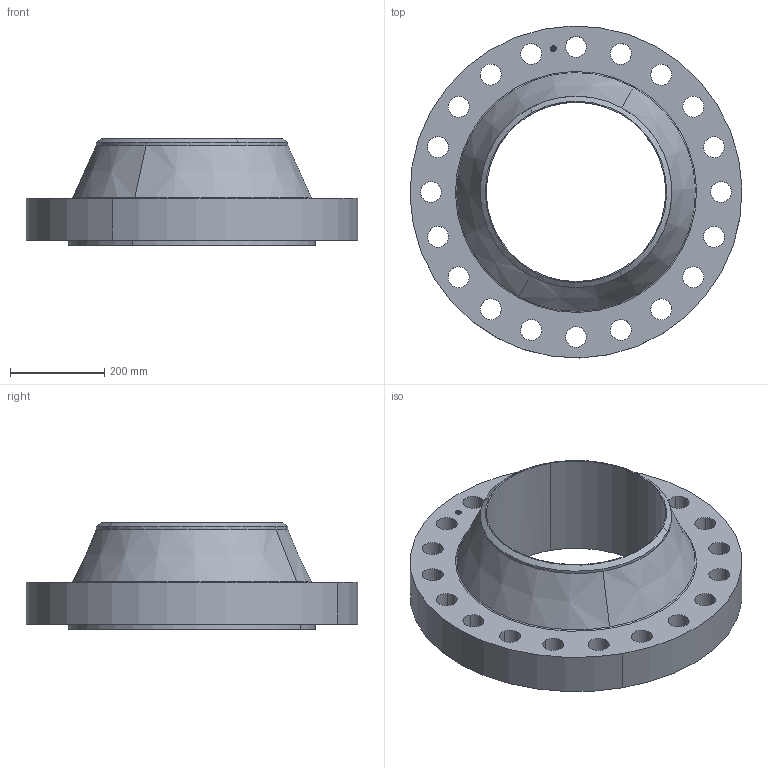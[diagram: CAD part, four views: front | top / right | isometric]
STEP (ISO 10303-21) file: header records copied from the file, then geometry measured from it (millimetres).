
FILE_DESCRIPTION(('3D STEP'),'2;1');
FILE_NAME('16-900-WELD-NECK-RTJ-XH-FLANGE.stp','2013-03-10T20:09:56+00:00',('Texas Flange'),(''),'CATIA Version 5 Release 20 SP 6 (IN-10)','CATIA V5 STEP AP214','800-826-3801');
FILE_SCHEMA(('AUTOMOTIVE_DESIGN { 1 0 10303 214 1 1 1 1 }'));
Length unit declared in the file: inch
Products named in the file (1): 16-900-WELD-NECK-RTJ-XH-FLANGE
Bounding box: 704.65 x 704.65 x 227.01 mm (x, y, z)
Volume: 28630174.2 mm3; surface area: 1361641.5 mm2
Topology: 1 solids, 1 shells, 453 faces, 1282 edges, 852 vertices
Faces by surface type: plane 371, cylinder 68, cone 8, torus 6
Entity records: 17575 total; most frequent: CARTESIAN_POINT 2644, ORIENTED_EDGE 2564, DIRECTION 2131, EDGE_CURVE 1282, VECTOR 1120, LINE 1120, VERTEX_POINT 852, AXIS2_PLACEMENT_3D 585
